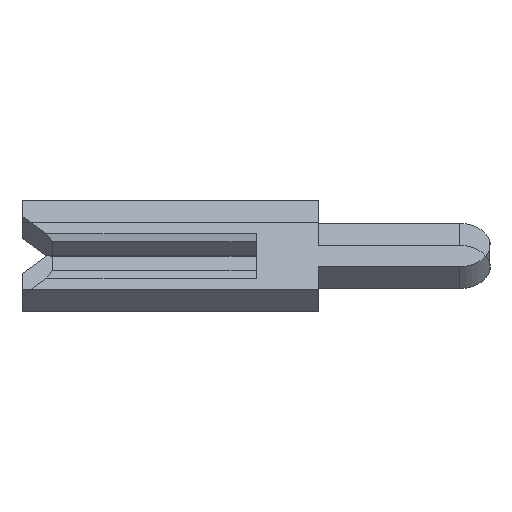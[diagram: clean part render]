
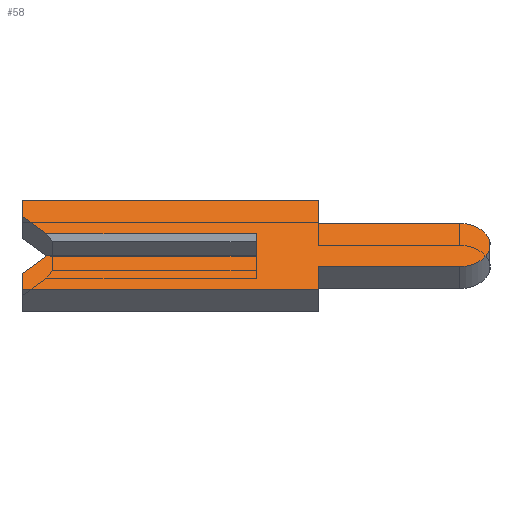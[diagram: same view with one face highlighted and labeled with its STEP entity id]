
A CAD part, left-side view. The second image highlights one B-rep face of the part: STEP entity #58.
In plain terms, the highlighted face is planar.
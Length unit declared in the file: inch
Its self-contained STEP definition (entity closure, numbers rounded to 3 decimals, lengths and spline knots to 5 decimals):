
#58 = ADVANCED_FACE ( 'NONE', ( #1770 ), #760, .F. ) ;
#67 = VECTOR ( 'NONE', #1712, 39.37008 ) ;
#70 = CARTESIAN_POINT ( 'NONE',  ( -0.01, 0., 0.0065 ) ) ;
#107 = LINE ( 'NONE', #125, #1747 ) ;
#114 = EDGE_CURVE ( 'NONE', #559, #2109, #683, .T. ) ;
#125 = CARTESIAN_POINT ( 'NONE',  ( -0.01, -0.04, 0.0195 ) ) ;
#156 = VERTEX_POINT ( 'NONE', #980 ) ;
#193 = LINE ( 'NONE', #70, #739 ) ;
#210 = LINE ( 'NONE', #2143, #67 ) ;
#213 = AXIS2_PLACEMENT_3D ( 'NONE', #1944, #1175, #793 ) ;
#232 = VERTEX_POINT ( 'NONE', #780 ) ;
#253 = CARTESIAN_POINT ( 'NONE',  ( -0.01, 0.1305, -0.0065 ) ) ;
#269 = VECTOR ( 'NONE', #1757, 39.37008 ) ;
#294 = LINE ( 'NONE', #855, #1733 ) ;
#298 = LINE ( 'NONE', #436, #1927 ) ;
#353 = CARTESIAN_POINT ( 'NONE',  ( -0.01, 0.1305, 0.0065 ) ) ;
#373 = EDGE_LOOP ( 'NONE', ( #1775, #2413, #437, #2081, #2171, #1611, #1548, #2113, #1761, #379, #2422, #2324, #441, #2378 ) ) ;
#379 = ORIENTED_EDGE ( 'NONE', *, *, #1189, .F. ) ;
#417 = VECTOR ( 'NONE', #2000, 39.37008 ) ;
#434 = VERTEX_POINT ( 'NONE', #1195 ) ;
#436 = CARTESIAN_POINT ( 'NONE',  ( -0.01, 0.15, 0.026 ) ) ;
#437 = ORIENTED_EDGE ( 'NONE', *, *, #1949, .F. ) ;
#441 = ORIENTED_EDGE ( 'NONE', *, *, #2235, .F. ) ;
#493 = VERTEX_POINT ( 'NONE', #1582 ) ;
#514 = CARTESIAN_POINT ( 'NONE',  ( -0.01, -0.1305, 0.0195 ) ) ;
#518 = LINE ( 'NONE', #1909, #1938 ) ;
#543 = VERTEX_POINT ( 'NONE', #1805 ) ;
#559 = VERTEX_POINT ( 'NONE', #1556 ) ;
#583 = DIRECTION ( 'NONE',  ( 0., -1., 0. ) ) ;
#637 = DIRECTION ( 'NONE',  ( 0., 0., 1. ) ) ;
#658 = CARTESIAN_POINT ( 'NONE',  ( -0.01, -0.1305, 0. ) ) ;
#683 = LINE ( 'NONE', #1714, #747 ) ;
#706 = VERTEX_POINT ( 'NONE', #2073 ) ;
#734 = EDGE_CURVE ( 'NONE', #706, #2109, #193, .T. ) ;
#739 = VECTOR ( 'NONE', #841, 39.37008 ) ;
#747 = VECTOR ( 'NONE', #583, 39.37008 ) ;
#759 = CARTESIAN_POINT ( 'NONE',  ( -0.01, 0.15, 0.04 ) ) ;
#760 = PLANE ( 'NONE',  #213 ) ;
#780 = CARTESIAN_POINT ( 'NONE',  ( -0.01, 0.134, -0.01 ) ) ;
#793 = DIRECTION ( 'NONE',  ( 0., 0., -1. ) ) ;
#803 = EDGE_CURVE ( 'NONE', #1239, #929, #2084, .T. ) ;
#841 = DIRECTION ( 'NONE',  ( 0., 0., 1. ) ) ;
#855 = CARTESIAN_POINT ( 'NONE',  ( -0.01, -0.04, -0.0195 ) ) ;
#899 = VERTEX_POINT ( 'NONE', #1471 ) ;
#902 = VECTOR ( 'NONE', #637, 39.37008 ) ;
#929 = VERTEX_POINT ( 'NONE', #1821 ) ;
#955 = CARTESIAN_POINT ( 'NONE',  ( -0.01, 0.15, -0.026 ) ) ;
#980 = CARTESIAN_POINT ( 'NONE',  ( -0.01, -0.04, 0.04 ) ) ;
#1011 = EDGE_CURVE ( 'NONE', #2239, #493, #1404, .T. ) ;
#1093 = DIRECTION ( 'NONE',  ( 0., 0., -1. ) ) ;
#1109 = DIRECTION ( 'NONE',  ( 0., -1., 0. ) ) ;
#1169 = EDGE_CURVE ( 'NONE', #929, #2239, #294, .T. ) ;
#1175 = DIRECTION ( 'NONE',  ( 1., 0., 0. ) ) ;
#1189 = EDGE_CURVE ( 'NONE', #434, #1239, #107, .T. ) ;
#1195 = CARTESIAN_POINT ( 'NONE',  ( -0.01, -0.04, 0.0195 ) ) ;
#1199 = VECTOR ( 'NONE', #1809, 39.37008 ) ;
#1237 = DIRECTION ( 'NONE',  ( 1., 0., 0. ) ) ;
#1239 = VERTEX_POINT ( 'NONE', #514 ) ;
#1276 = LINE ( 'NONE', #2327, #417 ) ;
#1342 = DIRECTION ( 'NONE',  ( 0., 0.707, 0.707 ) ) ;
#1368 = CARTESIAN_POINT ( 'NONE',  ( -0.01, 0.15, -0.026 ) ) ;
#1404 = LINE ( 'NONE', #1867, #1199 ) ;
#1414 = LINE ( 'NONE', #1368, #902 ) ;
#1427 = LINE ( 'NONE', #353, #2074 ) ;
#1447 = EDGE_CURVE ( 'NONE', #493, #543, #518, .T. ) ;
#1471 = CARTESIAN_POINT ( 'NONE',  ( -0.01, 0.15, 0.026 ) ) ;
#1485 = EDGE_CURVE ( 'NONE', #559, #899, #1427, .T. ) ;
#1525 = VERTEX_POINT ( 'NONE', #759 ) ;
#1530 = EDGE_CURVE ( 'NONE', #156, #434, #210, .T. ) ;
#1538 = VECTOR ( 'NONE', #2343, 39.37008 ) ;
#1548 = ORIENTED_EDGE ( 'NONE', *, *, #1011, .F. ) ;
#1556 = CARTESIAN_POINT ( 'NONE',  ( -0.01, 0.134, 0.01 ) ) ;
#1582 = CARTESIAN_POINT ( 'NONE',  ( -0.01, -0.04, -0.04 ) ) ;
#1598 = DIRECTION ( 'NONE',  ( 0., 0., 1. ) ) ;
#1611 = ORIENTED_EDGE ( 'NONE', *, *, #1447, .F. ) ;
#1707 = VERTEX_POINT ( 'NONE', #955 ) ;
#1712 = DIRECTION ( 'NONE',  ( 0., 0., -1. ) ) ;
#1714 = CARTESIAN_POINT ( 'NONE',  ( -0.01, 0.15, 0.01 ) ) ;
#1733 = VECTOR ( 'NONE', #2400, 39.37008 ) ;
#1742 = EDGE_CURVE ( 'NONE', #1525, #156, #2072, .T. ) ;
#1747 = VECTOR ( 'NONE', #1109, 39.37008 ) ;
#1757 = DIRECTION ( 'NONE',  ( 0., -0.707, 0.707 ) ) ;
#1761 = ORIENTED_EDGE ( 'NONE', *, *, #803, .F. ) ;
#1770 = FACE_OUTER_BOUND ( 'NONE', #373, .T. ) ;
#1775 = ORIENTED_EDGE ( 'NONE', *, *, #114, .T. ) ;
#1805 = CARTESIAN_POINT ( 'NONE',  ( -0.01, 0.15, -0.04 ) ) ;
#1809 = DIRECTION ( 'NONE',  ( 0., 0., -1. ) ) ;
#1821 = CARTESIAN_POINT ( 'NONE',  ( -0.01, -0.1305, -0.0195 ) ) ;
#1867 = CARTESIAN_POINT ( 'NONE',  ( -0.01, -0.04, -0.04 ) ) ;
#1876 = DIRECTION ( 'NONE',  ( 0., 1., 0. ) ) ;
#1909 = CARTESIAN_POINT ( 'NONE',  ( -0.01, 0.15, -0.04 ) ) ;
#1927 = VECTOR ( 'NONE', #1598, 39.37008 ) ;
#1938 = VECTOR ( 'NONE', #1876, 39.37008 ) ;
#1944 = CARTESIAN_POINT ( 'NONE',  ( -0.01, -0.1305, 0. ) ) ;
#1949 = EDGE_CURVE ( 'NONE', #232, #706, #1276, .T. ) ;
#2000 = DIRECTION ( 'NONE',  ( 0., -1., 0. ) ) ;
#2072 = LINE ( 'NONE', #2153, #1538 ) ;
#2073 = CARTESIAN_POINT ( 'NONE',  ( -0.01, 0., -0.01 ) ) ;
#2074 = VECTOR ( 'NONE', #1342, 39.37008 ) ;
#2081 = ORIENTED_EDGE ( 'NONE', *, *, #2150, .F. ) ;
#2084 = CIRCLE ( 'NONE', #2445, 0.0195 ) ;
#2109 = VERTEX_POINT ( 'NONE', #2374 ) ;
#2113 = ORIENTED_EDGE ( 'NONE', *, *, #1169, .F. ) ;
#2116 = LINE ( 'NONE', #253, #269 ) ;
#2143 = CARTESIAN_POINT ( 'NONE',  ( -0.01, -0.04, 0.04 ) ) ;
#2150 = EDGE_CURVE ( 'NONE', #1707, #232, #2116, .T. ) ;
#2153 = CARTESIAN_POINT ( 'NONE',  ( -0.01, 0.15, 0.04 ) ) ;
#2166 = EDGE_CURVE ( 'NONE', #543, #1707, #1414, .T. ) ;
#2171 = ORIENTED_EDGE ( 'NONE', *, *, #2166, .F. ) ;
#2188 = CARTESIAN_POINT ( 'NONE',  ( -0.01, -0.04, -0.0195 ) ) ;
#2235 = EDGE_CURVE ( 'NONE', #899, #1525, #298, .T. ) ;
#2239 = VERTEX_POINT ( 'NONE', #2188 ) ;
#2324 = ORIENTED_EDGE ( 'NONE', *, *, #1742, .F. ) ;
#2327 = CARTESIAN_POINT ( 'NONE',  ( -0.01, -0.1305, -0.01 ) ) ;
#2343 = DIRECTION ( 'NONE',  ( 0., -1., 0. ) ) ;
#2374 = CARTESIAN_POINT ( 'NONE',  ( -0.01, 0., 0.01 ) ) ;
#2378 = ORIENTED_EDGE ( 'NONE', *, *, #1485, .F. ) ;
#2400 = DIRECTION ( 'NONE',  ( 0., 1., 0. ) ) ;
#2413 = ORIENTED_EDGE ( 'NONE', *, *, #734, .F. ) ;
#2422 = ORIENTED_EDGE ( 'NONE', *, *, #1530, .F. ) ;
#2445 = AXIS2_PLACEMENT_3D ( 'NONE', #658, #1237, #1093 ) ;
